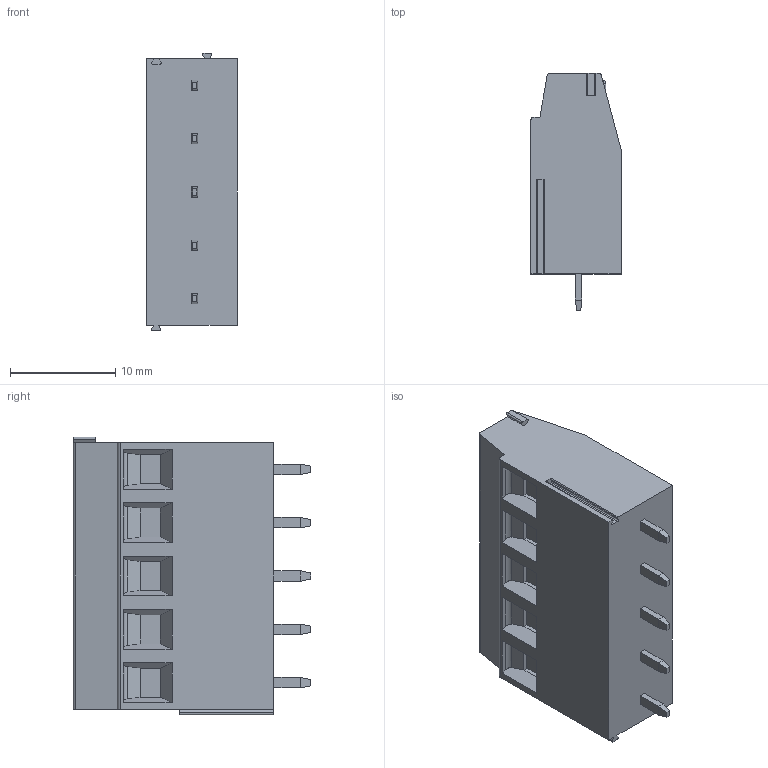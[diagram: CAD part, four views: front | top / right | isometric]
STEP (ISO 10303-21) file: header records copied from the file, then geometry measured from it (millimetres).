
FILE_DESCRIPTION((''),'2;1');
FILE_NAME('PRT0053','2025-01-17T',('yanfa'),(''),'PRO/ENGINEER BY PARAMETRIC TECHNOLOGY CORPORATION, 2009280','PRO/ENGINEER BY PARAMETRIC TECHNOLOGY CORPORATION, 2009280','');
FILE_SCHEMA(('AUTOMOTIVE_DESIGN_CC2 { 1 2 10303 214 -1 1 5 2 }'));
Length unit declared in the file: millimetre
Products named in the file (1): PRT0053
Bounding box: 8.6 x 22.6 x 26.4 mm (x, y, z)
Volume: 3703.2 mm3; surface area: 1949.7 mm2
Topology: 1 solids, 1 shells, 256 faces, 627 edges, 393 vertices
Faces by surface type: plane 155, cylinder 66, cone 20, torus 10, sphere 5
Entity records: 7659 total; most frequent: CARTESIAN_POINT 1557, DIRECTION 1261, ORIENTED_EDGE 1254, EDGE_CURVE 627, VECTOR 435, LINE 435, AXIS2_PLACEMENT_3D 413, VERTEX_POINT 393
